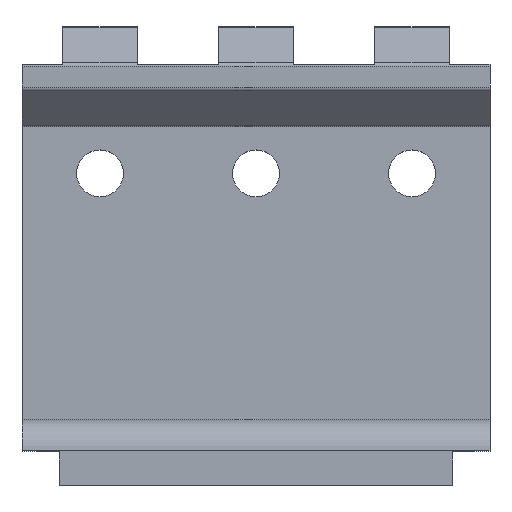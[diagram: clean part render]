
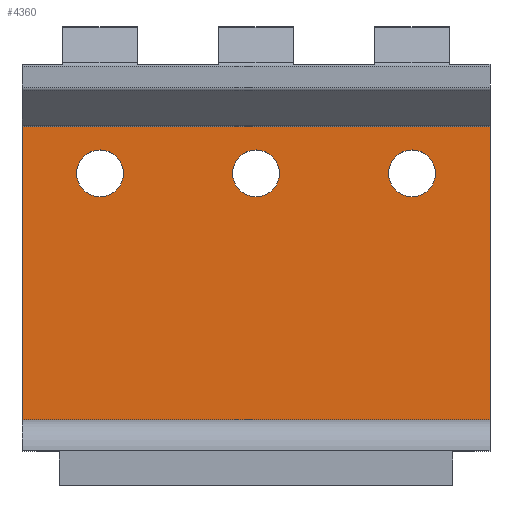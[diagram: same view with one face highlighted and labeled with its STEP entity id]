
A CAD part, top view. The second image highlights one B-rep face of the part: STEP entity #4360.
In plain terms, the highlighted planar face has unit normal (0, 0, 1).
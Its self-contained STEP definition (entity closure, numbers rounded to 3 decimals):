
#68=DIRECTION('',(0.,-1.,0.));
#69=VECTOR('',#68,9.4);
#70=CARTESIAN_POINT('',(0.,4.15,4.025));
#71=LINE('',#70,#69);
#1127=DIRECTION('',(1.,0.,0.));
#1128=VECTOR('',#1127,15.);
#1129=CARTESIAN_POINT('',(0.,-5.25,4.025));
#1130=LINE('',#1129,#1128);
#1131=DIRECTION('',(1.,0.,0.));
#1132=VECTOR('',#1131,15.);
#1133=CARTESIAN_POINT('',(0.,4.15,4.025));
#1134=LINE('',#1133,#1132);
#1135=CARTESIAN_POINT('',(12.5,2.65,4.025));
#1136=DIRECTION('',(0.,0.,-1.));
#1137=DIRECTION('',(-1.,0.,0.));
#1138=AXIS2_PLACEMENT_3D('',#1135,#1136,#1137);
#1140=CARTESIAN_POINT('',(12.5,2.65,4.025));
#1141=DIRECTION('',(0.,0.,-1.));
#1142=DIRECTION('',(1.,0.,0.));
#1143=AXIS2_PLACEMENT_3D('',#1140,#1141,#1142);
#1145=CARTESIAN_POINT('',(7.5,2.65,4.025));
#1146=DIRECTION('',(0.,0.,-1.));
#1147=DIRECTION('',(-1.,0.,0.));
#1148=AXIS2_PLACEMENT_3D('',#1145,#1146,#1147);
#1150=CARTESIAN_POINT('',(7.5,2.65,4.025));
#1151=DIRECTION('',(0.,0.,-1.));
#1152=DIRECTION('',(1.,0.,0.));
#1153=AXIS2_PLACEMENT_3D('',#1150,#1151,#1152);
#1155=CARTESIAN_POINT('',(2.5,2.65,4.025));
#1156=DIRECTION('',(0.,0.,-1.));
#1157=DIRECTION('',(-1.,0.,0.));
#1158=AXIS2_PLACEMENT_3D('',#1155,#1156,#1157);
#1160=CARTESIAN_POINT('',(2.5,2.65,4.025));
#1161=DIRECTION('',(0.,0.,-1.));
#1162=DIRECTION('',(1.,0.,0.));
#1163=AXIS2_PLACEMENT_3D('',#1160,#1161,#1162);
#1552=DIRECTION('',(0.,-1.,0.));
#1553=VECTOR('',#1552,9.4);
#1554=CARTESIAN_POINT('',(15.,4.15,4.025));
#1555=LINE('',#1554,#1553);
#2125=CARTESIAN_POINT('',(0.,4.15,4.025));
#2126=VERTEX_POINT('',#2125);
#2127=CARTESIAN_POINT('',(0.,-5.25,4.025));
#2128=VERTEX_POINT('',#2127);
#2161=CARTESIAN_POINT('',(15.,4.15,4.025));
#2162=VERTEX_POINT('',#2161);
#2163=CARTESIAN_POINT('',(15.,-5.25,4.025));
#2164=VERTEX_POINT('',#2163);
#2327=CARTESIAN_POINT('',(11.75,2.65,4.025));
#2328=CARTESIAN_POINT('',(13.25,2.65,4.025));
#2329=VERTEX_POINT('',#2327);
#2330=VERTEX_POINT('',#2328);
#2484=CARTESIAN_POINT('',(6.75,2.65,4.025));
#2486=VERTEX_POINT('',#2484);
#2488=CARTESIAN_POINT('',(8.25,2.65,4.025));
#2490=VERTEX_POINT('',#2488);
#2624=CARTESIAN_POINT('',(1.75,2.65,4.025));
#2626=VERTEX_POINT('',#2624);
#2628=CARTESIAN_POINT('',(3.25,2.65,4.025));
#2630=VERTEX_POINT('',#2628);
#4329=CARTESIAN_POINT('',(0.,4.15,4.025));
#4330=DIRECTION('',(0.,0.,1.));
#4331=DIRECTION('',(0.,-1.,0.));
#4332=AXIS2_PLACEMENT_3D('',#4329,#4330,#4331);
#4333=PLANE('',#4332);
#4334=ORIENTED_EDGE('',*,*,#2814,.F.);
#4336=ORIENTED_EDGE('',*,*,#4335,.T.);
#4338=ORIENTED_EDGE('',*,*,#4337,.T.);
#4339=ORIENTED_EDGE('',*,*,#4321,.F.);
#4340=EDGE_LOOP('',(#4334,#4336,#4338,#4339));
#4341=FACE_OUTER_BOUND('',#4340,.F.);
#4343=ORIENTED_EDGE('',*,*,#4342,.F.);
#4345=ORIENTED_EDGE('',*,*,#4344,.F.);
#4346=EDGE_LOOP('',(#4343,#4345));
#4347=FACE_BOUND('',#4346,.F.);
#4349=ORIENTED_EDGE('',*,*,#4348,.F.);
#4351=ORIENTED_EDGE('',*,*,#4350,.F.);
#4352=EDGE_LOOP('',(#4349,#4351));
#4353=FACE_BOUND('',#4352,.F.);
#4355=ORIENTED_EDGE('',*,*,#4354,.F.);
#4357=ORIENTED_EDGE('',*,*,#4356,.F.);
#4358=EDGE_LOOP('',(#4355,#4357));
#4359=FACE_BOUND('',#4358,.F.);
#4360=ADVANCED_FACE('',(#4341,#4347,#4353,#4359),#4333,.T.);
#1139=CIRCLE('',#1138,0.75);
#1144=CIRCLE('',#1143,0.75);
#1149=CIRCLE('',#1148,0.75);
#1154=CIRCLE('',#1153,0.75);
#1159=CIRCLE('',#1158,0.75);
#1164=CIRCLE('',#1163,0.75);
#2814=EDGE_CURVE('',#2126,#2128,#71,.T.);
#4321=EDGE_CURVE('',#2128,#2164,#1130,.T.);
#4335=EDGE_CURVE('',#2126,#2162,#1134,.T.);
#4337=EDGE_CURVE('',#2162,#2164,#1555,.T.);
#4342=EDGE_CURVE('',#2329,#2330,#1139,.T.);
#4344=EDGE_CURVE('',#2330,#2329,#1144,.T.);
#4348=EDGE_CURVE('',#2486,#2490,#1149,.T.);
#4350=EDGE_CURVE('',#2490,#2486,#1154,.T.);
#4354=EDGE_CURVE('',#2626,#2630,#1159,.T.);
#4356=EDGE_CURVE('',#2630,#2626,#1164,.T.);
